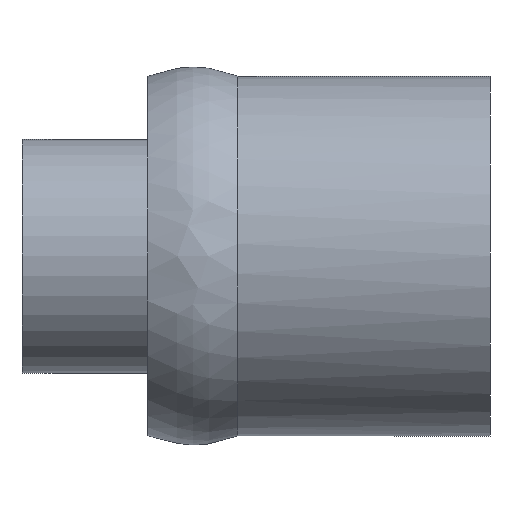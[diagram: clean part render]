
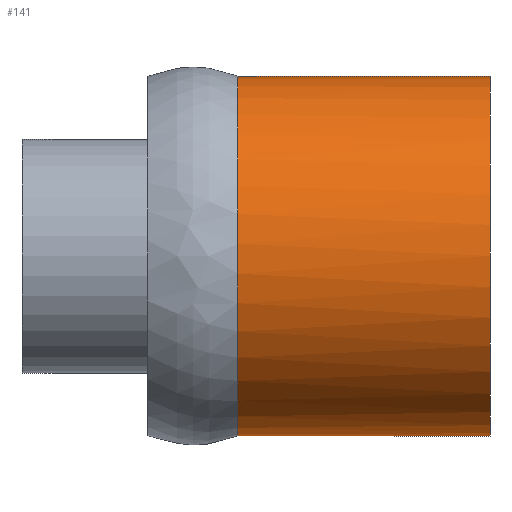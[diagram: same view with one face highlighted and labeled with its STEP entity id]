
A CAD part, left-side view. The second image highlights one B-rep face of the part: STEP entity #141.
In plain terms, the highlighted cylindrical face has radius 10 mm (diameter 20 mm), a full revolution.
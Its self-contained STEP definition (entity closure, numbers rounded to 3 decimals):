
#105=FACE_BOUND('',#202,.T.);
#106=FACE_BOUND('',#203,.T.);
#125=CIRCLE('',#690,10.);
#126=CIRCLE('',#691,10.);
#127=CIRCLE('',#692,10.);
#141=ADVANCED_FACE('',(#105,#106),#164,.T.);
#164=CYLINDRICAL_SURFACE('',#693,10.);
#202=EDGE_LOOP('',(#350,#351));
#203=EDGE_LOOP('',(#352));
#350=ORIENTED_EDGE('',*,*,#586,.F.);
#351=ORIENTED_EDGE('',*,*,#585,.F.);
#352=ORIENTED_EDGE('',*,*,#587,.T.);
#510=VERTEX_POINT('',#1269);
#511=VERTEX_POINT('',#1295);
#512=VERTEX_POINT('',#1327);
#585=EDGE_CURVE('',#511,#510,#125,.T.);
#586=EDGE_CURVE('',#510,#511,#126,.T.);
#587=EDGE_CURVE('',#512,#512,#127,.T.);
#690=AXIS2_PLACEMENT_3D('',#1296,#758,#759);
#691=AXIS2_PLACEMENT_3D('',#1325,#760,#761);
#692=AXIS2_PLACEMENT_3D('',#1326,#762,#763);
#693=AXIS2_PLACEMENT_3D('',#1328,#764,#765);
#758=DIRECTION('',(0.,1.,0.));
#759=DIRECTION('',(0.,0.,1.));
#760=DIRECTION('',(0.,1.,0.));
#761=DIRECTION('',(0.,0.,1.));
#762=DIRECTION('',(0.,1.,0.));
#763=DIRECTION('',(0.,0.,1.));
#764=DIRECTION('',(0.,1.,0.));
#765=DIRECTION('',(0.,0.,1.));
#1269=CARTESIAN_POINT('',(137.462,55.,9.806));
#1295=CARTESIAN_POINT('',(137.462,55.,-9.806));
#1296=CARTESIAN_POINT('',(135.5,55.,0.));
#1325=CARTESIAN_POINT('',(135.5,55.,0.));
#1326=CARTESIAN_POINT('',(135.5,41.,0.));
#1327=CARTESIAN_POINT('',(135.5,41.,10.));
#1328=CARTESIAN_POINT('',(135.5,71.,0.));
